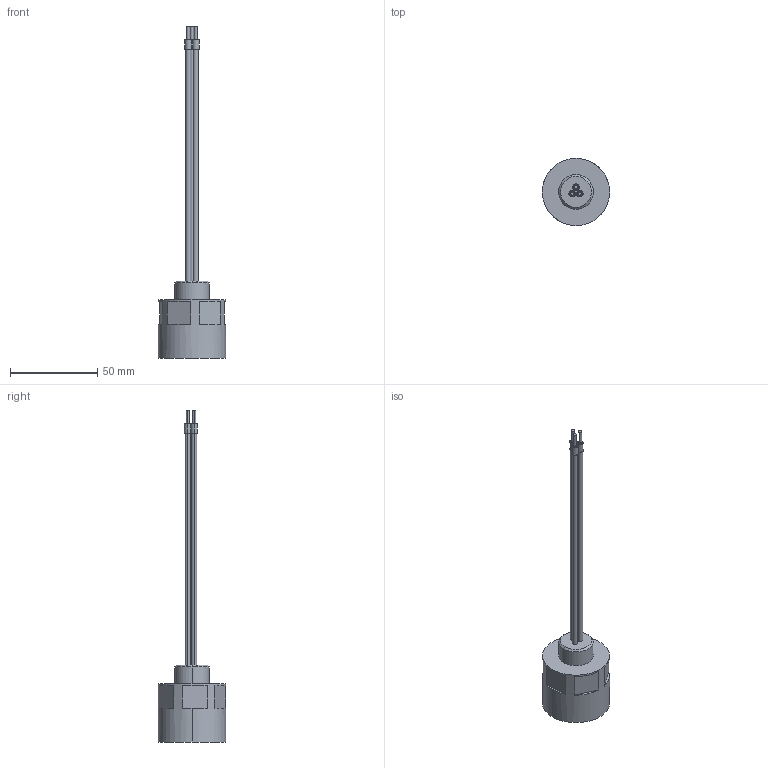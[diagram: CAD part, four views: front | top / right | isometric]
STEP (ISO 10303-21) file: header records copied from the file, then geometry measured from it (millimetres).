
FILE_DESCRIPTION (( 'STEP AP203' ), '1' );
FILE_NAME ('23146.step', '2022-08-04T16:54:08', ( '' ), ( '' ), 'SwSTEP 2.0', 'SolidWorks 2021', '' );
FILE_SCHEMA (( 'CONFIG_CONTROL_DESIGN' ));
Length unit declared in the file: inch
Products named in the file (1): 23146
Bounding box: 38.5 x 38.5 x 190.2 mm (x, y, z)
Volume: 43979.5 mm3; surface area: 11227.3 mm2
Topology: 1 solids, 1 shells, 60 faces, 124 edges, 80 vertices
Faces by surface type: plane 30, cylinder 22, cone 8
Entity records: 1691 total; most frequent: DIRECTION 314, CARTESIAN_POINT 265, ORIENTED_EDGE 248, AXIS2_PLACEMENT_3D 129, EDGE_CURVE 124, VERTEX_POINT 80, EDGE_LOOP 74, CIRCLE 68
